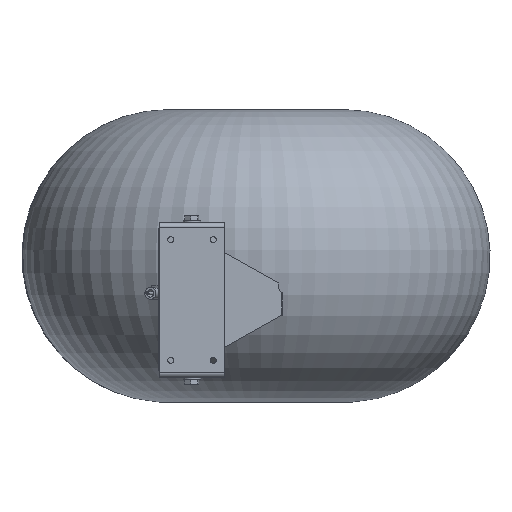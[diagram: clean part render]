
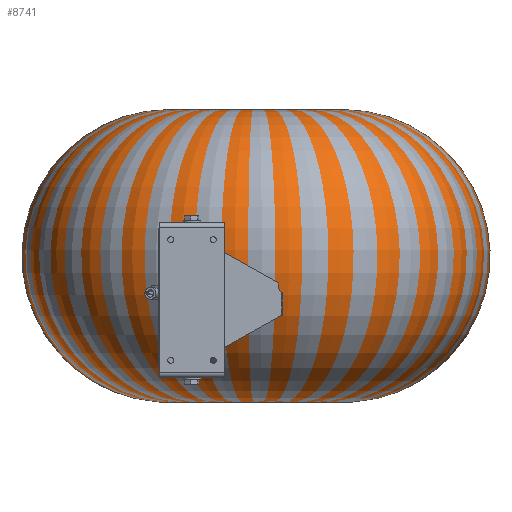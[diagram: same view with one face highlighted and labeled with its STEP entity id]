
A CAD part, left-side view. The second image highlights one B-rep face of the part: STEP entity #8741.
In plain terms, the highlighted toroidal (fillet/blend) face has major radius 120.004 mm and minor radius 200.004 mm.
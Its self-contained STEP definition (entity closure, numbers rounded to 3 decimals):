
#10=DEGENERATE_TOROIDAL_SURFACE('',#9195,120.004,200.004,
 .F.);
#3805=VERTEX_POINT('',#12596);
#3808=VERTEX_POINT('',#12601);
#3809=VERTEX_POINT('',#12606);
#3811=VERTEX_POINT('',#12610);
#4329=CIRCLE('',#9196,200.004);
#4332=CIRCLE('',#9199,200.004);
#4415=CIRCLE('',#9345,79.279);
#4416=CIRCLE('',#9346,79.279);
#4918=EDGE_CURVE('',#3809,#3805,#4329,.T.);
#4921=EDGE_CURVE('',#3808,#3811,#4332,.T.);
#5118=EDGE_CURVE('',#3811,#3809,#4415,.T.);
#5119=EDGE_CURVE('',#3808,#3805,#4416,.T.);
#6508=ORIENTED_EDGE('',*,*,#4918,.T.);
#6509=ORIENTED_EDGE('',*,*,#5119,.F.);
#6510=ORIENTED_EDGE('',*,*,#4921,.T.);
#6511=ORIENTED_EDGE('',*,*,#5118,.T.);
#7702=EDGE_LOOP('',(#6508,#6509,#6510,#6511));
#8253=FACE_BOUND('',#7702,.T.);
#8741=ADVANCED_FACE('',(#8253),#10,.T.);
#9195=AXIS2_PLACEMENT_3D('',#12604,#10368,$);
#9196=AXIS2_PLACEMENT_3D('',#12605,#10369,#10370);
#9199=AXIS2_PLACEMENT_3D('',#12611,#10375,#10376);
#9345=AXIS2_PLACEMENT_3D('',#14298,#10722,#10723);
#9346=AXIS2_PLACEMENT_3D('',#14299,#10724,#10725);
#10368=DIRECTION('',(0.,0.,1.));
#10369=DIRECTION('',(0.,-1.,0.));
#10370=DIRECTION('',(200.004,0.,0.));
#10375=DIRECTION('',(0.,-1.,0.));
#10376=DIRECTION('',(-200.004,0.,0.));
#10722=DIRECTION('',(0.,0.,1.));
#10723=DIRECTION('',(79.279,0.,0.));
#10724=DIRECTION('',(0.,0.,1.));
#10725=DIRECTION('',(79.279,0.,0.));
#12596=CARTESIAN_POINT('',(79.279,0.,16.945));
#12601=CARTESIAN_POINT('',(-79.279,0.,16.945));
#12604=CARTESIAN_POINT('',(0.,0.,-0.025));
#12605=CARTESIAN_POINT('',(-120.004,0.,-0.025));
#12606=CARTESIAN_POINT('',(79.279,0.,-16.995));
#12610=CARTESIAN_POINT('',(-79.279,0.,-16.995));
#12611=CARTESIAN_POINT('',(120.004,0.,-0.025));
#14298=CARTESIAN_POINT('',(0.,0.,-16.995));
#14299=CARTESIAN_POINT('',(0.,0.,16.945));
